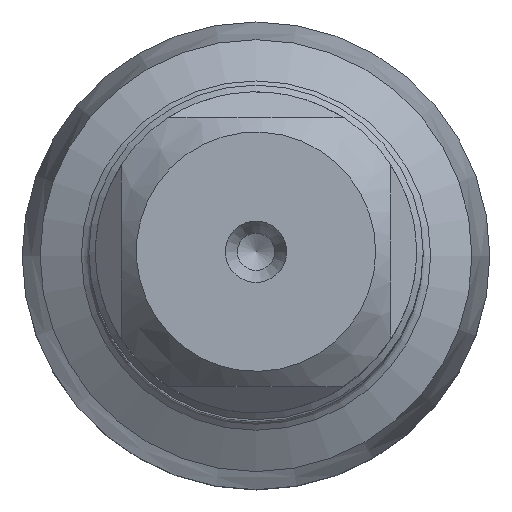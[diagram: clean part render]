
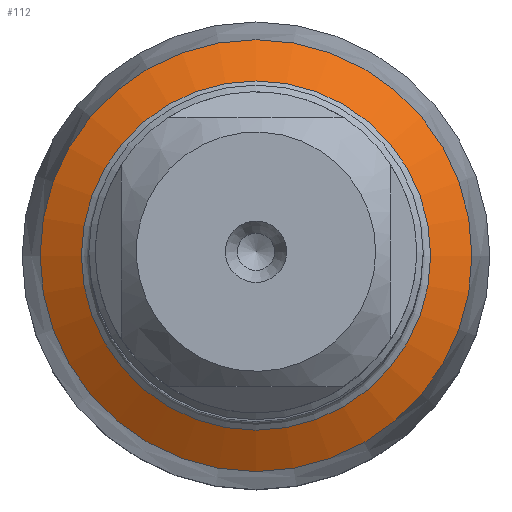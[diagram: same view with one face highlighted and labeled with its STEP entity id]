
A CAD part, top view. The second image highlights one B-rep face of the part: STEP entity #112.
In plain terms, the highlighted conical face has half-angle 60 degrees and reference radius 8.85 mm.
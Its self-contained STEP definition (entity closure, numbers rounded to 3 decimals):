
#94=CONICAL_SURFACE('',#474,8.85,60.);
#112=ADVANCED_FACE('',(#146,#147),#94,.T.);
#146=FACE_BOUND('',#186,.T.);
#147=FACE_BOUND('',#187,.T.);
#186=EDGE_LOOP('',(#234));
#187=EDGE_LOOP('',(#235));
#234=ORIENTED_EDGE('',*,*,#356,.T.);
#235=ORIENTED_EDGE('',*,*,#357,.T.);
#319=VERTEX_POINT('',#705);
#320=VERTEX_POINT('',#707);
#356=EDGE_CURVE('',#319,#319,#399,.T.);
#357=EDGE_CURVE('',#320,#320,#400,.T.);
#399=CIRCLE('',#472,9.4);
#400=CIRCLE('',#473,11.622);
#472=AXIS2_PLACEMENT_3D('',#704,#542,#543);
#473=AXIS2_PLACEMENT_3D('',#706,#544,#545);
#474=AXIS2_PLACEMENT_3D('',#708,#546,#547);
#542=DIRECTION('',(0.,0.,-1.));
#543=DIRECTION('',(-1.,0.,0.));
#544=DIRECTION('',(0.,0.,1.));
#545=DIRECTION('',(-1.,0.,0.));
#546=DIRECTION('',(0.,0.,-1.));
#547=DIRECTION('',(-1.,0.,0.));
#704=CARTESIAN_POINT('',(0.,0.,-118.717));
#705=CARTESIAN_POINT('',(-9.4,0.,-118.717));
#706=CARTESIAN_POINT('',(0.,0.,-120.));
#707=CARTESIAN_POINT('',(-11.622,0.,-120.));
#708=CARTESIAN_POINT('',(0.,0.,-118.399));
